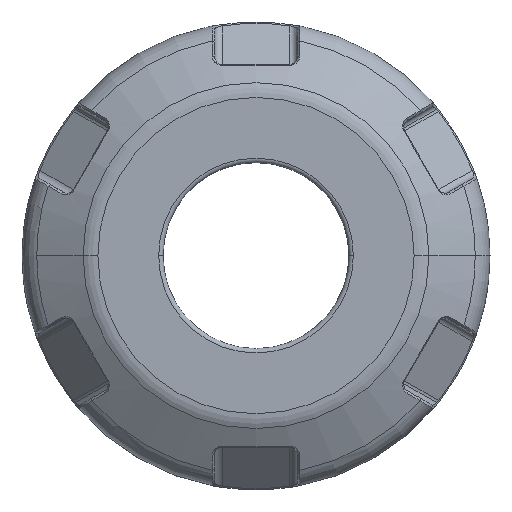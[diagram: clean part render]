
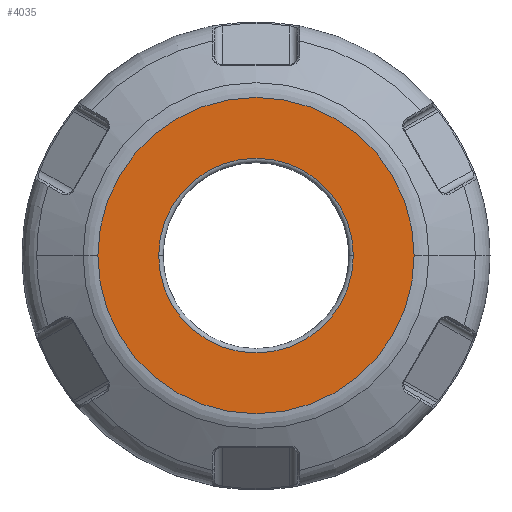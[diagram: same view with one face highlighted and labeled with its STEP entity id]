
A CAD part, top view. The second image highlights one B-rep face of the part: STEP entity #4035.
In plain terms, the highlighted planar face has unit normal (0, 0, 1).
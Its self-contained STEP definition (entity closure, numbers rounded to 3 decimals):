
#130 = EDGE_CURVE ( 'NONE', #3405, #3407, #5695, .T. ) ;
#152 = EDGE_CURVE ( 'NONE', #3410, #3355, #5771, .T. ) ;
#364 = EDGE_CURVE ( 'NONE', #3355, #3410, #1246, .T. ) ;
#368 = EDGE_CURVE ( 'NONE', #3407, #3405, #1236, .T. ) ;
#483 = AXIS2_PLACEMENT_3D ( 'NONE', #7180, #7181, #7196 ) ;
#503 = AXIS2_PLACEMENT_3D ( 'NONE', #10509, #10521, #10526 ) ;
#1236 = CIRCLE ( 'NONE', #2407, 10.714 ) ;
#1246 = CIRCLE ( 'NONE', #2384, 6.595 ) ;
#1894 = DIRECTION ( 'NONE',  ( 1., 0., 0. ) ) ;
#1897 = CARTESIAN_POINT ( 'NONE',  ( 0., 0., 0. ) ) ;
#1914 = DIRECTION ( 'NONE',  ( 0., 0., -1. ) ) ;
#1937 = DIRECTION ( 'NONE',  ( 0., 0., 1. ) ) ;
#1943 = DIRECTION ( 'NONE',  ( 1., 0., 0. ) ) ;
#1950 = CARTESIAN_POINT ( 'NONE',  ( 0., 0., 0. ) ) ;
#2384 = AXIS2_PLACEMENT_3D ( 'NONE', #1897, #1914, #1894 ) ;
#2407 = AXIS2_PLACEMENT_3D ( 'NONE', #1950, #1937, #1943 ) ;
#2578 = AXIS2_PLACEMENT_3D ( 'NONE', #9823, #9836, #9830 ) ;
#3355 = VERTEX_POINT ( 'NONE', #7792 ) ;
#3405 = VERTEX_POINT ( 'NONE', #7803 ) ;
#3407 = VERTEX_POINT ( 'NONE', #7877 ) ;
#3410 = VERTEX_POINT ( 'NONE', #7991 ) ;
#4035 = ADVANCED_FACE ( 'NONE', ( #8935, #8938 ), #9863, .T. ) ;
#4256 = EDGE_LOOP ( 'NONE', ( #5826, #5835 ) ) ;
#4260 = EDGE_LOOP ( 'NONE', ( #5852, #5872 ) ) ;
#5695 = CIRCLE ( 'NONE', #483, 10.714 ) ;
#5771 = CIRCLE ( 'NONE', #503, 6.595 ) ;
#5826 = ORIENTED_EDGE ( 'NONE', *, *, #368, .T. ) ;
#5835 = ORIENTED_EDGE ( 'NONE', *, *, #130, .T. ) ;
#5852 = ORIENTED_EDGE ( 'NONE', *, *, #152, .T. ) ;
#5872 = ORIENTED_EDGE ( 'NONE', *, *, #364, .T. ) ;
#7180 = CARTESIAN_POINT ( 'NONE',  ( 0., 0., 0. ) ) ;
#7181 = DIRECTION ( 'NONE',  ( 0., 0., 1. ) ) ;
#7196 = DIRECTION ( 'NONE',  ( 1., 0., 0. ) ) ;
#7792 = CARTESIAN_POINT ( 'NONE',  ( -6.595, 0., 0. ) ) ;
#7803 = CARTESIAN_POINT ( 'NONE',  ( -10.714, 0., 0. ) ) ;
#7877 = CARTESIAN_POINT ( 'NONE',  ( 10.714, 0., 0. ) ) ;
#7991 = CARTESIAN_POINT ( 'NONE',  ( 6.595, 0., 0. ) ) ;
#8935 = FACE_OUTER_BOUND ( 'NONE', #4256, .T. ) ;
#8938 = FACE_BOUND ( 'NONE', #4260, .T. ) ;
#9823 = CARTESIAN_POINT ( 'NONE',  ( 0., 0., 0. ) ) ;
#9830 = DIRECTION ( 'NONE',  ( 1., 0., 0. ) ) ;
#9836 = DIRECTION ( 'NONE',  ( 0., 0., 1. ) ) ;
#9863 = PLANE ( 'NONE',  #2578 ) ;
#10509 = CARTESIAN_POINT ( 'NONE',  ( 0., 0., 0. ) ) ;
#10521 = DIRECTION ( 'NONE',  ( 0., 0., -1. ) ) ;
#10526 = DIRECTION ( 'NONE',  ( 1., 0., 0. ) ) ;
